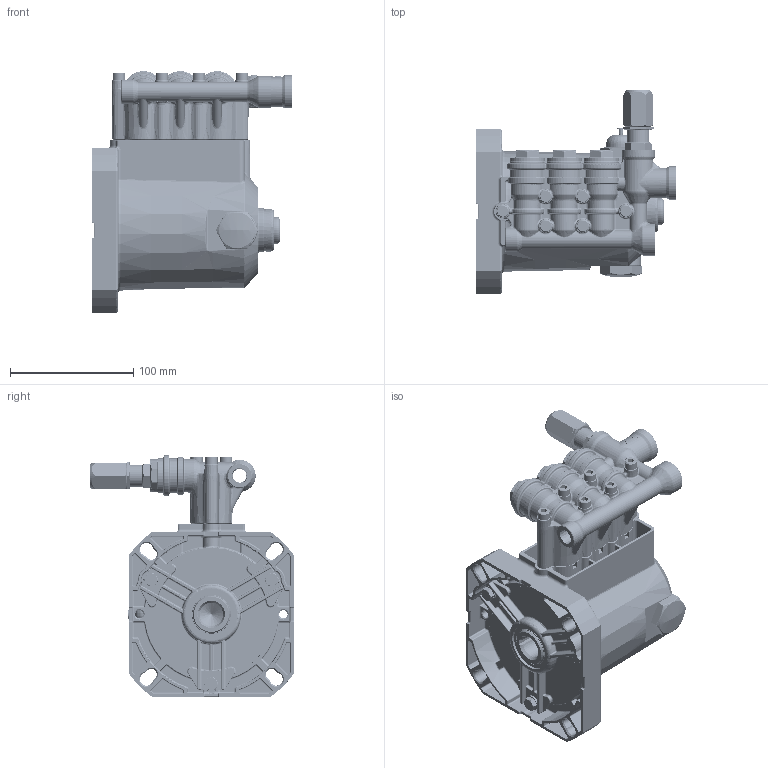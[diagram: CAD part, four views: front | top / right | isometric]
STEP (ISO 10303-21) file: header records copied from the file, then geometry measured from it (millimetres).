
FILE_DESCRIPTION (( 'STEP AP214' ), '1' );
FILE_NAME ('4DX30ER.STEP', '2016-10-12T19:09:14', ( '' ), ( '' ), 'SwSTEP 2.0', 'SolidWorks 2016', '' );
FILE_SCHEMA (( 'AUTOMOTIVE_DESIGN' ));
Length unit declared in the file: millimetre
Products named in the file (1): 4DX30ER
Bounding box: 163 x 165.47 x 196.25 mm (x, y, z)
Volume: 616307.7 mm3; surface area: 335999.5 mm2
Topology: 32 solids, 32 shells, 5005 faces, 12011 edges, 6896 vertices
Faces by surface type: cylinder 1382, bspline 1205, plane 873, torus 740, cone 474, sphere 331
Entity records: 235995 total; most frequent: CARTESIAN_POINT 73885, ORIENTED_EDGE 23348, DIRECTION 21507, EDGE_CURVE 11674, AXIS2_PLACEMENT_3D 9041, VERTEX_POINT 6842, CIRCLE 5240, EDGE_LOOP 5222
